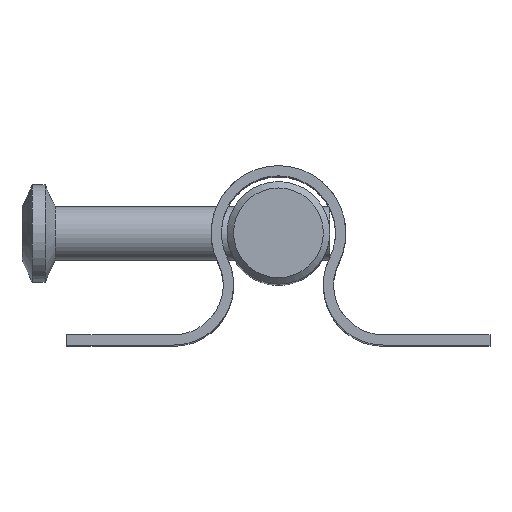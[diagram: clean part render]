
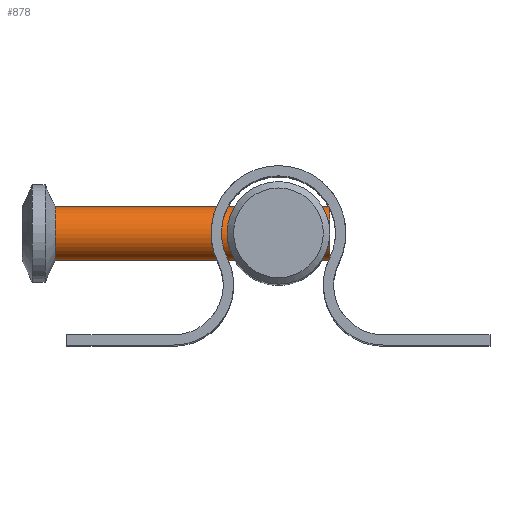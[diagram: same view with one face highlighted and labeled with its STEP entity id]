
A CAD part, top view. The second image highlights one B-rep face of the part: STEP entity #878.
In plain terms, the highlighted cylindrical face has radius 2.1 mm (diameter 4.2 mm), a full revolution.
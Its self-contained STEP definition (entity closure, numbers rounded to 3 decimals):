
#378 = DIRECTION ( 'NONE',  ( 0., 0., 1. ) ) ;
#614 = ORIENTED_EDGE ( 'NONE', *, *, #2704, .F. ) ;
#878 = ADVANCED_FACE ( 'NONE', ( #9861, #2743 ), #11827, .T. ) ;
#1202 = AXIS2_PLACEMENT_3D ( 'NONE', #12806, #5734, #10382 ) ;
#1382 = CARTESIAN_POINT ( 'NONE',  ( 0., 17.4, 0.2 ) ) ;
#2704 = EDGE_CURVE ( 'NONE', #7753, #7753, #13279, .T. ) ;
#2708 = CARTESIAN_POINT ( 'NONE',  ( 0., -4., 0.2 ) ) ;
#2743 = FACE_OUTER_BOUND ( 'NONE', #3831, .T. ) ;
#3637 = CARTESIAN_POINT ( 'NONE',  ( 0., 17.4, -1.9 ) ) ;
#3831 = EDGE_LOOP ( 'NONE', ( #9147 ) ) ;
#4013 = AXIS2_PLACEMENT_3D ( 'NONE', #3637, #4606, #12908 ) ;
#4606 = DIRECTION ( 'NONE',  ( 0., 1., 0. ) ) ;
#4633 = VERTEX_POINT ( 'NONE', #2708 ) ;
#5479 = AXIS2_PLACEMENT_3D ( 'NONE', #14260, #7290, #378 ) ;
#5734 = DIRECTION ( 'NONE',  ( 0., 1., 0. ) ) ;
#6285 = EDGE_LOOP ( 'NONE', ( #614 ) ) ;
#6884 = EDGE_CURVE ( 'NONE', #4633, #4633, #13634, .T. ) ;
#7290 = DIRECTION ( 'NONE',  ( 0., 1., 0. ) ) ;
#7753 = VERTEX_POINT ( 'NONE', #1382 ) ;
#9147 = ORIENTED_EDGE ( 'NONE', *, *, #6884, .T. ) ;
#9861 = FACE_OUTER_BOUND ( 'NONE', #6285, .T. ) ;
#10382 = DIRECTION ( 'NONE',  ( 0., 0., 1. ) ) ;
#11827 = CYLINDRICAL_SURFACE ( 'NONE', #5479, 2.1 ) ;
#12806 = CARTESIAN_POINT ( 'NONE',  ( 0., -4., -1.9 ) ) ;
#12908 = DIRECTION ( 'NONE',  ( 0., 0., 1. ) ) ;
#13279 = CIRCLE ( 'NONE', #4013, 2.1 ) ;
#13634 = CIRCLE ( 'NONE', #1202, 2.1 ) ;
#14260 = CARTESIAN_POINT ( 'NONE',  ( 0., -4., -1.9 ) ) ;
